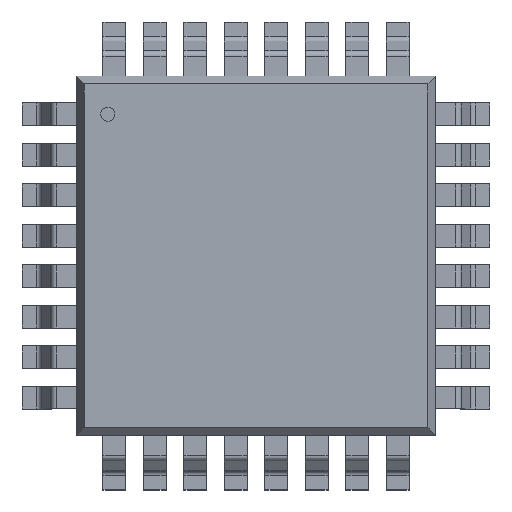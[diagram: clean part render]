
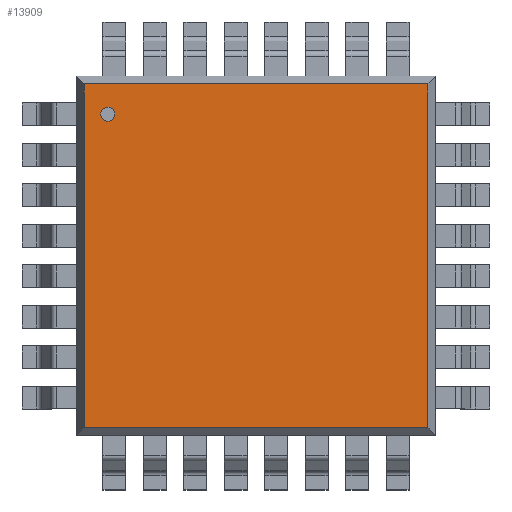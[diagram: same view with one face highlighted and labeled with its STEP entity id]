
A CAD part, top view. The second image highlights one B-rep face of the part: STEP entity #13909.
In plain terms, the highlighted planar face has unit normal (0, 0, 1).
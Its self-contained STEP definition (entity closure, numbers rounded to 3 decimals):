
#13909 = ADVANCED_FACE('',(#13910),#13944,.F.);
#13910 = FACE_BOUND('',#13911,.T.);
#13911 = EDGE_LOOP('',(#13912,#13922,#13930,#13938));
#13912 = ORIENTED_EDGE('',*,*,#13913,.F.);
#13913 = EDGE_CURVE('',#13914,#13916,#13918,.T.);
#13914 = VERTEX_POINT('',#13915);
#13915 = CARTESIAN_POINT('',(3.398,-3.398,1.2));
#13916 = VERTEX_POINT('',#13917);
#13917 = CARTESIAN_POINT('',(-3.398,-3.398,1.2));
#13918 = LINE('',#13919,#13920);
#13919 = CARTESIAN_POINT('',(3.398,-3.398,1.2));
#13920 = VECTOR('',#13921,1.);
#13921 = DIRECTION('',(-1.,0.,0.));
#13922 = ORIENTED_EDGE('',*,*,#13923,.F.);
#13923 = EDGE_CURVE('',#13924,#13914,#13926,.T.);
#13924 = VERTEX_POINT('',#13925);
#13925 = CARTESIAN_POINT('',(3.398,3.398,1.2));
#13926 = LINE('',#13927,#13928);
#13927 = CARTESIAN_POINT('',(3.398,3.398,1.2));
#13928 = VECTOR('',#13929,1.);
#13929 = DIRECTION('',(0.,-1.,0.));
#13930 = ORIENTED_EDGE('',*,*,#13931,.F.);
#13931 = EDGE_CURVE('',#13932,#13924,#13934,.T.);
#13932 = VERTEX_POINT('',#13933);
#13933 = CARTESIAN_POINT('',(-3.398,3.398,1.2));
#13934 = LINE('',#13935,#13936);
#13935 = CARTESIAN_POINT('',(-3.398,3.398,1.2));
#13936 = VECTOR('',#13937,1.);
#13937 = DIRECTION('',(1.,0.,0.));
#13938 = ORIENTED_EDGE('',*,*,#13939,.F.);
#13939 = EDGE_CURVE('',#13916,#13932,#13940,.T.);
#13940 = LINE('',#13941,#13942);
#13941 = CARTESIAN_POINT('',(-3.398,-3.398,1.2));
#13942 = VECTOR('',#13943,1.);
#13943 = DIRECTION('',(0.,1.,0.));
#13944 = PLANE('',#13945);
#13945 = AXIS2_PLACEMENT_3D('',#13946,#13947,#13948);
#13946 = CARTESIAN_POINT('',(-3.398,-3.398,1.2));
#13947 = DIRECTION('',(0.,0.,-1.));
#13948 = DIRECTION('',(0.,1.,0.));
